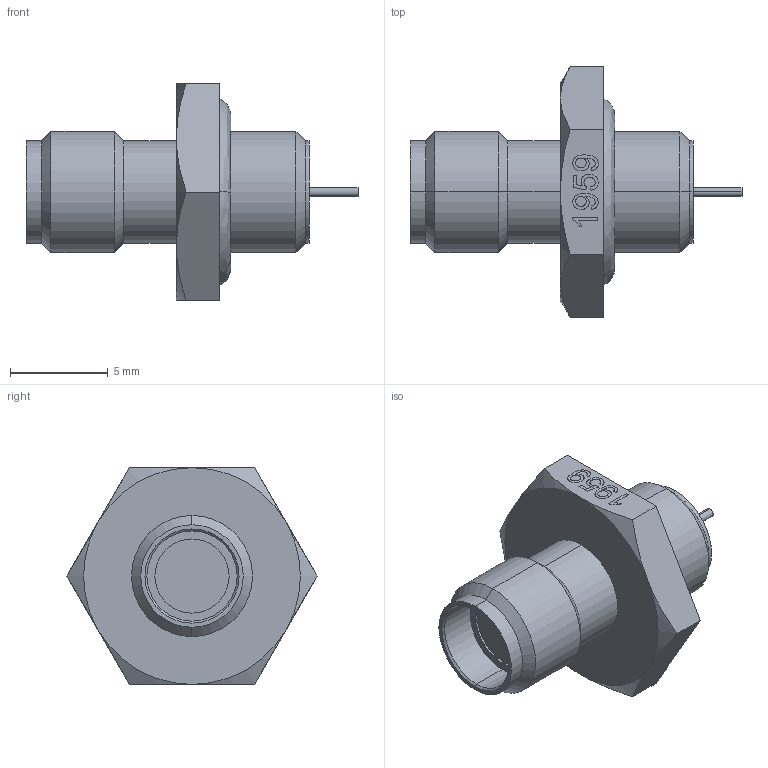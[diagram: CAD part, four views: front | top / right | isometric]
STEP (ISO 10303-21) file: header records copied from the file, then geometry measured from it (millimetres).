
FILE_DESCRIPTION (( 'STEP AP214' ), '1' );
FILE_NAME ('FMCN1959_3D.step', '2024-07-01T23:24:42', ( '' ), ( '' ), 'SwSTEP 2.0', 'SolidWorks 2022', '' );
FILE_SCHEMA (( 'AUTOMOTIVE_DESIGN' ));
Length unit declared in the file: inch
Products named in the file (3): Copy of SMA8305-4_1^FMCN1959; Copy of SMA8504A-0000-GB_1^FMCN1959; FMCN1959_3D
Assembly tree (2 placements, depth 2):
  FMCN1959_3D
    Copy of SMA8504A-0000-GB_1^FMCN1959
    Copy of SMA8305-4_1^FMCN1959
Bounding box: 17 x 12.82 x 11.1 mm (x, y, z)
Volume: 542.4 mm3; surface area: 752.2 mm2
Topology: 2 solids, 2 shells, 107 faces, 255 edges, 162 vertices
Faces by surface type: bspline 41, plane 34, cylinder 18, cone 14
Entity records: 5403 total; most frequent: CARTESIAN_POINT 3054, ORIENTED_EDGE 510, DIRECTION 363, EDGE_CURVE 255, VERTEX_POINT 162, AXIS2_PLACEMENT_3D 123, EDGE_LOOP 119, VECTOR 117
